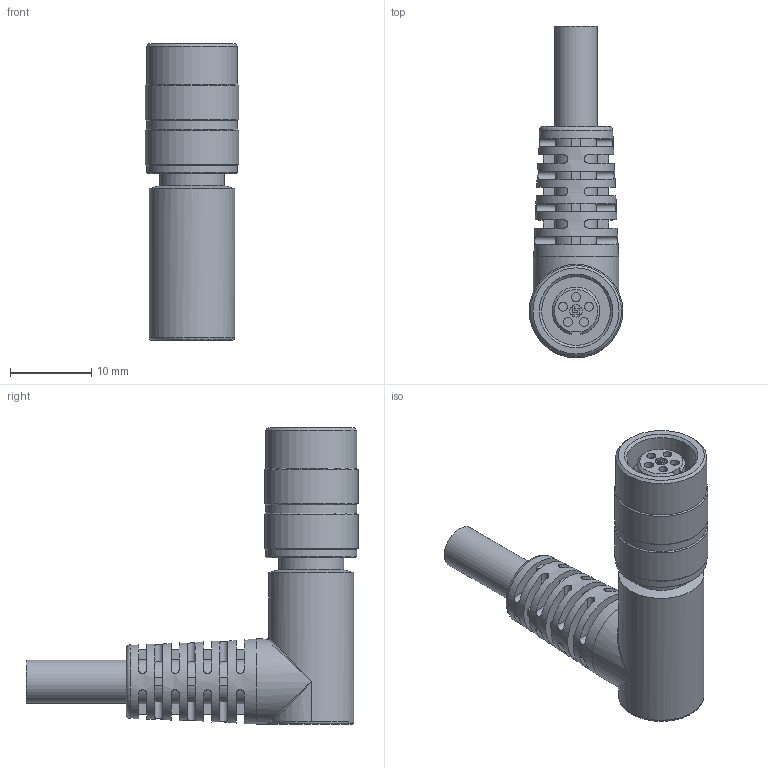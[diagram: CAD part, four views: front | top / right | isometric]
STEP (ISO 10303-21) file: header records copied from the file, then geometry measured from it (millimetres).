
FILE_DESCRIPTION(/* description */ (''),/* implementation_level */ '2;1');
FILE_NAME(/* name */ '79_1414_72_05_002_00.stp',/* time_stamp */ '2015-12-01T12:58:32+01:00',/* author */ (''),/* organization */ (''),/* preprocessor_version */ 'ST-DEVELOPER v14',/* originating_system */ 'SIEMENS PLM Software NX 8.0',/* authorisation */ '');
FILE_SCHEMA (('AUTOMOTIVE_DESIGN { 1 0 10303 214 3 1 1 1 }'));
Length unit declared in the file: millimetre
Products named in the file (1): cerl155C927Co68y
Bounding box: 11.5 x 40.85 x 36.5 mm (x, y, z)
Volume: 4384.2 mm3; surface area: 3342.8 mm2
Topology: 1 solids, 1 shells, 209 faces, 523 edges, 337 vertices
Faces by surface type: plane 108, cylinder 80, cone 10, bspline 9, torus 2
Full cylindrical faces by diameter (mm): 1.1 x5, 1.5 x1, 1.63 x5, 5.3 x1, 8 x1, 8.459 x1, 9.15 x1, 10.5 x2, 11.2 x3, 11.5 x2
Entity records: 7668 total; most frequent: CARTESIAN_POINT 2939, DIRECTION 944, ORIENTED_EDGE 928, EDGE_CURVE 464, AXIS2_PLACEMENT_3D 348, VERTEX_POINT 322, EDGE_LOOP 284, LINE 248
